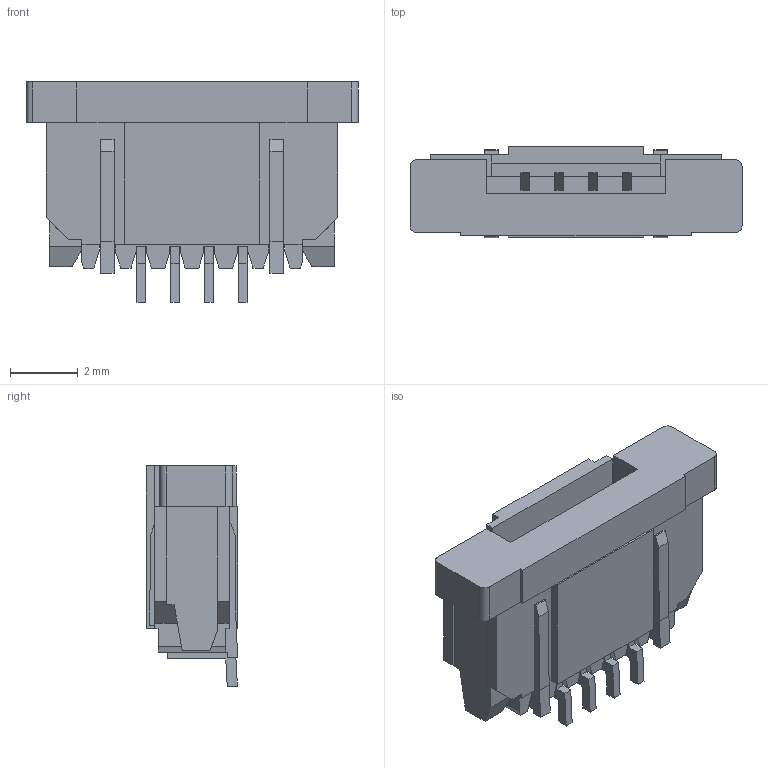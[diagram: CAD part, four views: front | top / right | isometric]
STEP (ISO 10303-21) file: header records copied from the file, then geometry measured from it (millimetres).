
FILE_DESCRIPTION((''),'2;1');
FILE_NAME('SFW_R-2ST_LF','2009-06-10T',('gohd'),('FCI - CDC Division'),'PRO/ENGINEER BY PARAMETRIC TECHNOLOGY CORPORATION, 2008010','PRO/ENGINEER BY PARAMETRIC TECHNOLOGY CORPORATION, 2008010','');
FILE_SCHEMA(('CONFIG_CONTROL_DESIGN'));
Length unit declared in the file: millimetre
Products named in the file (1): SFW_R-2ST_LF
Bounding box: 9.8 x 2.7 x 6.5 mm (x, y, z)
Volume: 99.6 mm3; surface area: 274.9 mm2
Topology: 1 solids, 1 shells, 263 faces, 768 edges, 508 vertices
Faces by surface type: plane 259, cylinder 4
Entity records: 8578 total; most frequent: CARTESIAN_POINT 1557, ORIENTED_EDGE 1536, DIRECTION 1296, EDGE_CURVE 768, VECTOR 754, LINE 754, VERTEX_POINT 508, EDGE_LOOP 274
